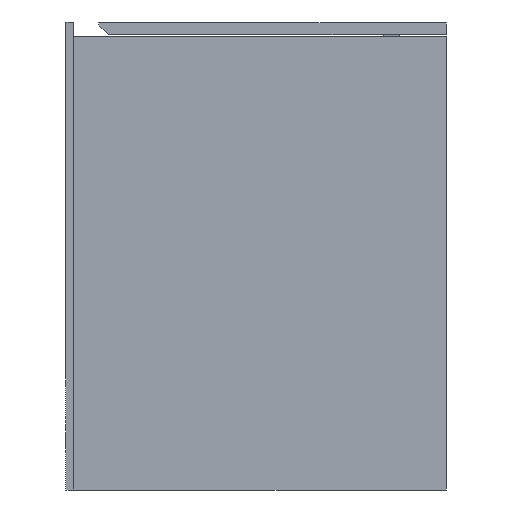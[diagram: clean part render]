
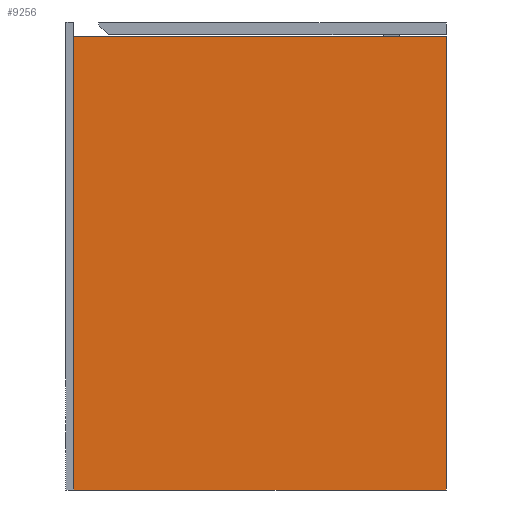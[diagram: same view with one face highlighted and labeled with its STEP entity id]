
A CAD part, left-side view. The second image highlights one B-rep face of the part: STEP entity #9256.
In plain terms, the highlighted planar face has unit normal (-1, 0, 0).
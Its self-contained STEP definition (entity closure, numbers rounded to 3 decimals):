
#245 = CARTESIAN_POINT ( 'NONE',  ( 2., 374., -15. ) ) ;
#640 = VECTOR ( 'NONE', #5854, 1000. ) ;
#924 = FACE_OUTER_BOUND ( 'NONE', #5961, .T. ) ;
#1185 = CARTESIAN_POINT ( 'NONE',  ( 2., 829.397, -470. ) ) ;
#1432 = LINE ( 'NONE', #8973, #640 ) ;
#1544 = DIRECTION ( 'NONE',  ( 0., 0., 1. ) ) ;
#1980 = ORIENTED_EDGE ( 'NONE', *, *, #2338, .F. ) ;
#2338 = EDGE_CURVE ( 'NONE', #3977, #11124, #6805, .T. ) ;
#2383 = ORIENTED_EDGE ( 'NONE', *, *, #3418, .F. ) ;
#2589 = CARTESIAN_POINT ( 'NONE',  ( 2., 374., -470. ) ) ;
#3418 = EDGE_CURVE ( 'NONE', #11124, #9251, #7817, .T. ) ;
#3740 = VECTOR ( 'NONE', #1544, 1000. ) ;
#3977 = VERTEX_POINT ( 'NONE', #5904 ) ;
#4170 = DIRECTION ( 'NONE',  ( 0., 0., -1. ) ) ;
#5051 = VECTOR ( 'NONE', #10481, 1000. ) ;
#5218 = CARTESIAN_POINT ( 'NONE',  ( 2., 829.397, -15. ) ) ;
#5266 = AXIS2_PLACEMENT_3D ( 'NONE', #1185, #7486, #4170 ) ;
#5468 = VECTOR ( 'NONE', #9922, 1000. ) ;
#5854 = DIRECTION ( 'NONE',  ( 0., -1., 0. ) ) ;
#5904 = CARTESIAN_POINT ( 'NONE',  ( 2., 374., -470. ) ) ;
#5961 = EDGE_LOOP ( 'NONE', ( #1980, #8834, #9210, #2383 ) ) ;
#6708 = CARTESIAN_POINT ( 'NONE',  ( 2., 0., -470. ) ) ;
#6805 = LINE ( 'NONE', #2589, #5468 ) ;
#7486 = DIRECTION ( 'NONE',  ( 1., 0., 0. ) ) ;
#7817 = LINE ( 'NONE', #5218, #5051 ) ;
#8834 = ORIENTED_EDGE ( 'NONE', *, *, #11969, .T. ) ;
#8973 = CARTESIAN_POINT ( 'NONE',  ( 2., 829.397, -470. ) ) ;
#9210 = ORIENTED_EDGE ( 'NONE', *, *, #12744, .T. ) ;
#9251 = VERTEX_POINT ( 'NONE', #13547 ) ;
#9256 = ADVANCED_FACE ( 'NONE', ( #924 ), #12603, .F. ) ;
#9459 = VERTEX_POINT ( 'NONE', #6708 ) ;
#9922 = DIRECTION ( 'NONE',  ( 0., 0., 1. ) ) ;
#10481 = DIRECTION ( 'NONE',  ( 0., -1., 0. ) ) ;
#11008 = CARTESIAN_POINT ( 'NONE',  ( 2., 0., -470. ) ) ;
#11124 = VERTEX_POINT ( 'NONE', #245 ) ;
#11969 = EDGE_CURVE ( 'NONE', #3977, #9459, #1432, .T. ) ;
#12603 = PLANE ( 'NONE',  #5266 ) ;
#12744 = EDGE_CURVE ( 'NONE', #9459, #9251, #13141, .T. ) ;
#13141 = LINE ( 'NONE', #11008, #3740 ) ;
#13547 = CARTESIAN_POINT ( 'NONE',  ( 2., 0., -15. ) ) ;
